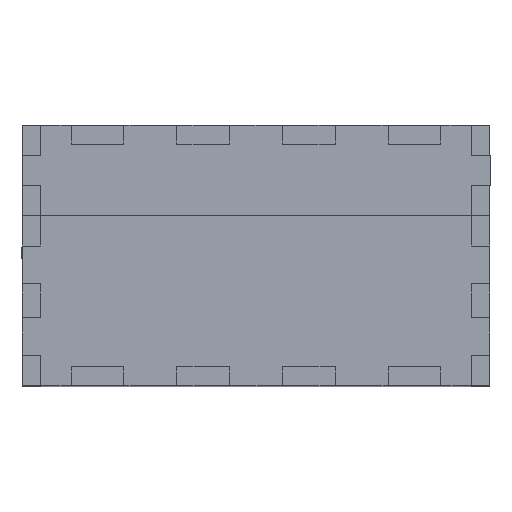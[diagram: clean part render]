
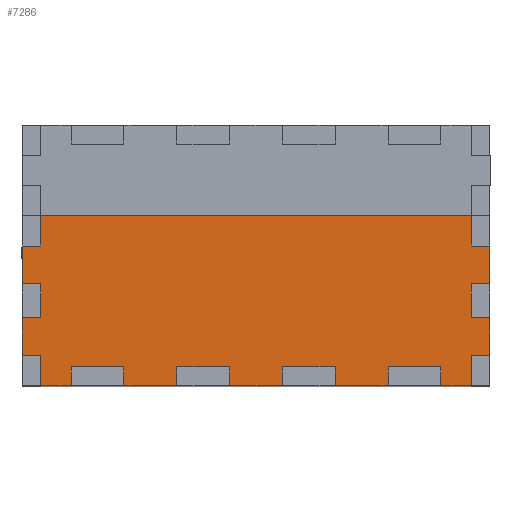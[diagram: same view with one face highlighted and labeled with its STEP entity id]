
A CAD part, top view. The second image highlights one B-rep face of the part: STEP entity #7286.
In plain terms, the highlighted planar face has unit normal (0, 0, 1).
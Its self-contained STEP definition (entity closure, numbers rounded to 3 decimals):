
#206=FACE_OUTER_BOUND('',#576,.T.);
#576=EDGE_LOOP('',(#5163,#5164,#5165,#5166,#5167,#5168,#5169,#5170,#5171,
#5172,#5173,#5174,#5175,#5176,#5177,#5178,#5179,#5180,#5181,#5182,#5183,
#5184,#5185,#5186,#5187,#5188,#5189,#5190,#5191,#5192,#5193,#5194,#5195,
#5196,#5197,#5198));
#999=LINE('',#10131,#2041);
#1002=LINE('',#10137,#2044);
#1005=LINE('',#10143,#2047);
#1008=LINE('',#10149,#2050);
#1011=LINE('',#10155,#2053);
#1014=LINE('',#10161,#2056);
#1017=LINE('',#10167,#2059);
#1020=LINE('',#10173,#2062);
#1023=LINE('',#10179,#2065);
#1026=LINE('',#10185,#2068);
#1029=LINE('',#10191,#2071);
#1032=LINE('',#10197,#2074);
#1035=LINE('',#10203,#2077);
#1038=LINE('',#10209,#2080);
#1041=LINE('',#10215,#2083);
#1044=LINE('',#10221,#2086);
#1047=LINE('',#10227,#2089);
#1050=LINE('',#10233,#2092);
#1053=LINE('',#10239,#2095);
#1056=LINE('',#10245,#2098);
#1059=LINE('',#10251,#2101);
#1062=LINE('',#10257,#2104);
#1065=LINE('',#10263,#2107);
#1068=LINE('',#10269,#2110);
#1071=LINE('',#10275,#2113);
#1074=LINE('',#10281,#2116);
#1077=LINE('',#10287,#2119);
#1080=LINE('',#10293,#2122);
#1083=LINE('',#10299,#2125);
#1086=LINE('',#10305,#2128);
#1089=LINE('',#10311,#2131);
#1092=LINE('',#10317,#2134);
#1095=LINE('',#10323,#2137);
#1098=LINE('',#10329,#2140);
#1101=LINE('',#10335,#2143);
#1104=LINE('',#10339,#2146);
#2041=VECTOR('',#8224,5.);
#2044=VECTOR('',#8229,9.);
#2047=VECTOR('',#8234,5.);
#2050=VECTOR('',#8239,10.);
#2053=VECTOR('',#8244,5.);
#2056=VECTOR('',#8249,8.);
#2059=VECTOR('',#8254,114.);
#2062=VECTOR('',#8259,8.);
#2065=VECTOR('',#8264,5.);
#2068=VECTOR('',#8269,10.);
#2071=VECTOR('',#8274,5.);
#2074=VECTOR('',#8279,9.);
#2077=VECTOR('',#8284,5.);
#2080=VECTOR('',#8289,10.);
#2083=VECTOR('',#8294,5.);
#2086=VECTOR('',#8299,8.);
#2089=VECTOR('',#8304,8.);
#2092=VECTOR('',#8309,5.);
#2095=VECTOR('',#8314,14.);
#2098=VECTOR('',#8319,5.);
#2101=VECTOR('',#8324,14.);
#2104=VECTOR('',#8329,5.);
#2107=VECTOR('',#8334,14.);
#2110=VECTOR('',#8339,5.);
#2113=VECTOR('',#8344,14.);
#2116=VECTOR('',#8349,5.);
#2119=VECTOR('',#8354,14.);
#2122=VECTOR('',#8359,5.);
#2125=VECTOR('',#8364,14.);
#2128=VECTOR('',#8369,5.);
#2131=VECTOR('',#8374,14.);
#2134=VECTOR('',#8379,5.);
#2137=VECTOR('',#8384,8.);
#2140=VECTOR('',#8389,8.);
#2143=VECTOR('',#8394,5.);
#2146=VECTOR('',#8399,10.);
#3039=VERTEX_POINT('',#10128);
#3040=VERTEX_POINT('',#10130);
#3042=VERTEX_POINT('',#10136);
#3044=VERTEX_POINT('',#10142);
#3046=VERTEX_POINT('',#10148);
#3048=VERTEX_POINT('',#10154);
#3050=VERTEX_POINT('',#10160);
#3052=VERTEX_POINT('',#10166);
#3054=VERTEX_POINT('',#10172);
#3056=VERTEX_POINT('',#10178);
#3058=VERTEX_POINT('',#10184);
#3060=VERTEX_POINT('',#10190);
#3062=VERTEX_POINT('',#10196);
#3064=VERTEX_POINT('',#10202);
#3066=VERTEX_POINT('',#10208);
#3068=VERTEX_POINT('',#10214);
#3070=VERTEX_POINT('',#10220);
#3072=VERTEX_POINT('',#10226);
#3074=VERTEX_POINT('',#10232);
#3076=VERTEX_POINT('',#10238);
#3078=VERTEX_POINT('',#10244);
#3080=VERTEX_POINT('',#10250);
#3082=VERTEX_POINT('',#10256);
#3084=VERTEX_POINT('',#10262);
#3086=VERTEX_POINT('',#10268);
#3088=VERTEX_POINT('',#10274);
#3090=VERTEX_POINT('',#10280);
#3092=VERTEX_POINT('',#10286);
#3094=VERTEX_POINT('',#10292);
#3096=VERTEX_POINT('',#10298);
#3098=VERTEX_POINT('',#10304);
#3100=VERTEX_POINT('',#10310);
#3102=VERTEX_POINT('',#10316);
#3104=VERTEX_POINT('',#10322);
#3106=VERTEX_POINT('',#10328);
#3108=VERTEX_POINT('',#10334);
#3791=EDGE_CURVE('',#3040,#3039,#999,.T.);
#3794=EDGE_CURVE('',#3042,#3040,#1002,.T.);
#3797=EDGE_CURVE('',#3044,#3042,#1005,.T.);
#3800=EDGE_CURVE('',#3046,#3044,#1008,.T.);
#3803=EDGE_CURVE('',#3048,#3046,#1011,.T.);
#3806=EDGE_CURVE('',#3050,#3048,#1014,.T.);
#3809=EDGE_CURVE('',#3052,#3050,#1017,.T.);
#3812=EDGE_CURVE('',#3054,#3052,#1020,.T.);
#3815=EDGE_CURVE('',#3056,#3054,#1023,.T.);
#3818=EDGE_CURVE('',#3058,#3056,#1026,.T.);
#3821=EDGE_CURVE('',#3060,#3058,#1029,.T.);
#3824=EDGE_CURVE('',#3062,#3060,#1032,.T.);
#3827=EDGE_CURVE('',#3064,#3062,#1035,.T.);
#3830=EDGE_CURVE('',#3066,#3064,#1038,.T.);
#3833=EDGE_CURVE('',#3068,#3066,#1041,.T.);
#3836=EDGE_CURVE('',#3070,#3068,#1044,.T.);
#3839=EDGE_CURVE('',#3072,#3070,#1047,.T.);
#3842=EDGE_CURVE('',#3074,#3072,#1050,.T.);
#3845=EDGE_CURVE('',#3076,#3074,#1053,.T.);
#3848=EDGE_CURVE('',#3078,#3076,#1056,.T.);
#3851=EDGE_CURVE('',#3080,#3078,#1059,.T.);
#3854=EDGE_CURVE('',#3082,#3080,#1062,.T.);
#3857=EDGE_CURVE('',#3084,#3082,#1065,.T.);
#3860=EDGE_CURVE('',#3086,#3084,#1068,.T.);
#3863=EDGE_CURVE('',#3088,#3086,#1071,.T.);
#3866=EDGE_CURVE('',#3090,#3088,#1074,.T.);
#3869=EDGE_CURVE('',#3092,#3090,#1077,.T.);
#3872=EDGE_CURVE('',#3094,#3092,#1080,.T.);
#3875=EDGE_CURVE('',#3096,#3094,#1083,.T.);
#3878=EDGE_CURVE('',#3098,#3096,#1086,.T.);
#3881=EDGE_CURVE('',#3100,#3098,#1089,.T.);
#3884=EDGE_CURVE('',#3102,#3100,#1092,.T.);
#3887=EDGE_CURVE('',#3104,#3102,#1095,.T.);
#3890=EDGE_CURVE('',#3106,#3104,#1098,.T.);
#3893=EDGE_CURVE('',#3108,#3106,#1101,.T.);
#3896=EDGE_CURVE('',#3039,#3108,#1104,.T.);
#5163=ORIENTED_EDGE('',*,*,#3896,.T.);
#5164=ORIENTED_EDGE('',*,*,#3893,.T.);
#5165=ORIENTED_EDGE('',*,*,#3890,.T.);
#5166=ORIENTED_EDGE('',*,*,#3887,.T.);
#5167=ORIENTED_EDGE('',*,*,#3884,.T.);
#5168=ORIENTED_EDGE('',*,*,#3881,.T.);
#5169=ORIENTED_EDGE('',*,*,#3878,.T.);
#5170=ORIENTED_EDGE('',*,*,#3875,.T.);
#5171=ORIENTED_EDGE('',*,*,#3872,.T.);
#5172=ORIENTED_EDGE('',*,*,#3869,.T.);
#5173=ORIENTED_EDGE('',*,*,#3866,.T.);
#5174=ORIENTED_EDGE('',*,*,#3863,.T.);
#5175=ORIENTED_EDGE('',*,*,#3860,.T.);
#5176=ORIENTED_EDGE('',*,*,#3857,.T.);
#5177=ORIENTED_EDGE('',*,*,#3854,.T.);
#5178=ORIENTED_EDGE('',*,*,#3851,.T.);
#5179=ORIENTED_EDGE('',*,*,#3848,.T.);
#5180=ORIENTED_EDGE('',*,*,#3845,.T.);
#5181=ORIENTED_EDGE('',*,*,#3842,.T.);
#5182=ORIENTED_EDGE('',*,*,#3839,.T.);
#5183=ORIENTED_EDGE('',*,*,#3836,.T.);
#5184=ORIENTED_EDGE('',*,*,#3833,.T.);
#5185=ORIENTED_EDGE('',*,*,#3830,.T.);
#5186=ORIENTED_EDGE('',*,*,#3827,.T.);
#5187=ORIENTED_EDGE('',*,*,#3824,.T.);
#5188=ORIENTED_EDGE('',*,*,#3821,.T.);
#5189=ORIENTED_EDGE('',*,*,#3818,.T.);
#5190=ORIENTED_EDGE('',*,*,#3815,.T.);
#5191=ORIENTED_EDGE('',*,*,#3812,.T.);
#5192=ORIENTED_EDGE('',*,*,#3809,.T.);
#5193=ORIENTED_EDGE('',*,*,#3806,.T.);
#5194=ORIENTED_EDGE('',*,*,#3803,.T.);
#5195=ORIENTED_EDGE('',*,*,#3800,.T.);
#5196=ORIENTED_EDGE('',*,*,#3797,.T.);
#5197=ORIENTED_EDGE('',*,*,#3794,.T.);
#5198=ORIENTED_EDGE('',*,*,#3791,.T.);
#6926=PLANE('',#7666);
#7286=ADVANCED_FACE('',(#206),#6926,.T.);
#7666=AXIS2_PLACEMENT_3D('',#10341,#8402,#8403);
#8224=DIRECTION('',(-1.,0.,0.));
#8229=DIRECTION('',(0.,-1.,0.));
#8234=DIRECTION('',(1.,0.,0.));
#8239=DIRECTION('',(0.,-1.,0.));
#8244=DIRECTION('',(-1.,0.,0.));
#8249=DIRECTION('',(0.,-1.,0.));
#8254=DIRECTION('',(-1.,0.,0.));
#8259=DIRECTION('',(0.,1.,0.));
#8264=DIRECTION('',(-1.,0.,0.));
#8269=DIRECTION('',(0.,1.,0.));
#8274=DIRECTION('',(1.,0.,0.));
#8279=DIRECTION('',(0.,1.,0.));
#8284=DIRECTION('',(-1.,0.,0.));
#8289=DIRECTION('',(0.,1.,0.));
#8294=DIRECTION('',(1.,0.,0.));
#8299=DIRECTION('',(0.,1.,0.));
#8304=DIRECTION('',(1.,0.,0.));
#8309=DIRECTION('',(0.,-1.,0.));
#8314=DIRECTION('',(1.,0.,0.));
#8319=DIRECTION('',(0.,1.,0.));
#8324=DIRECTION('',(1.,0.,0.));
#8329=DIRECTION('',(0.,-1.,0.));
#8334=DIRECTION('',(1.,0.,0.));
#8339=DIRECTION('',(0.,1.,0.));
#8344=DIRECTION('',(1.,0.,0.));
#8349=DIRECTION('',(0.,-1.,0.));
#8354=DIRECTION('',(1.,0.,0.));
#8359=DIRECTION('',(0.,1.,0.));
#8364=DIRECTION('',(1.,0.,0.));
#8369=DIRECTION('',(0.,-1.,0.));
#8374=DIRECTION('',(1.,0.,0.));
#8379=DIRECTION('',(0.,1.,0.));
#8384=DIRECTION('',(1.,0.,0.));
#8389=DIRECTION('',(0.,-1.,0.));
#8394=DIRECTION('',(1.,0.,0.));
#8399=DIRECTION('',(0.,-1.,0.));
#8402=DIRECTION('center_axis',(0.,0.,1.));
#8403=DIRECTION('ref_axis',(1.,0.,0.));
#10128=CARTESIAN_POINT('',(-62.,18.,5.));
#10130=CARTESIAN_POINT('',(-57.,18.,5.));
#10131=CARTESIAN_POINT('',(-62.,18.,5.));
#10136=CARTESIAN_POINT('',(-57.,27.,5.));
#10137=CARTESIAN_POINT('',(-57.,18.,5.));
#10142=CARTESIAN_POINT('',(-62.,27.,5.));
#10143=CARTESIAN_POINT('',(-57.,27.,5.));
#10148=CARTESIAN_POINT('',(-62.,37.,5.));
#10149=CARTESIAN_POINT('',(-62.,27.,5.));
#10154=CARTESIAN_POINT('',(-57.,37.,5.));
#10155=CARTESIAN_POINT('',(-62.,37.,5.));
#10160=CARTESIAN_POINT('',(-57.,45.,5.));
#10161=CARTESIAN_POINT('',(-57.,37.,5.));
#10166=CARTESIAN_POINT('',(57.,45.,5.));
#10167=CARTESIAN_POINT('',(-57.,45.,5.));
#10172=CARTESIAN_POINT('',(57.,37.,5.));
#10173=CARTESIAN_POINT('',(57.,45.,5.));
#10178=CARTESIAN_POINT('',(62.,37.,5.));
#10179=CARTESIAN_POINT('',(57.,37.,5.));
#10184=CARTESIAN_POINT('',(62.,27.,5.));
#10185=CARTESIAN_POINT('',(62.,37.,5.));
#10190=CARTESIAN_POINT('',(57.,27.,5.));
#10191=CARTESIAN_POINT('',(62.,27.,5.));
#10196=CARTESIAN_POINT('',(57.,18.,5.));
#10197=CARTESIAN_POINT('',(57.,27.,5.));
#10202=CARTESIAN_POINT('',(62.,18.,5.));
#10203=CARTESIAN_POINT('',(57.,18.,5.));
#10208=CARTESIAN_POINT('',(62.,8.,5.));
#10209=CARTESIAN_POINT('',(62.,18.,5.));
#10214=CARTESIAN_POINT('',(57.,8.,5.));
#10215=CARTESIAN_POINT('',(62.,8.,5.));
#10220=CARTESIAN_POINT('',(57.,0.,5.));
#10221=CARTESIAN_POINT('',(57.,8.,5.));
#10226=CARTESIAN_POINT('',(49.,0.,5.));
#10227=CARTESIAN_POINT('',(57.,0.,5.));
#10232=CARTESIAN_POINT('',(49.,5.,5.));
#10233=CARTESIAN_POINT('',(49.,0.,5.));
#10238=CARTESIAN_POINT('',(35.,5.,5.));
#10239=CARTESIAN_POINT('',(49.,5.,5.));
#10244=CARTESIAN_POINT('',(35.,0.,5.));
#10245=CARTESIAN_POINT('',(35.,5.,5.));
#10250=CARTESIAN_POINT('',(21.,0.,5.));
#10251=CARTESIAN_POINT('',(35.,0.,5.));
#10256=CARTESIAN_POINT('',(21.,5.,5.));
#10257=CARTESIAN_POINT('',(21.,0.,5.));
#10262=CARTESIAN_POINT('',(7.,5.,5.));
#10263=CARTESIAN_POINT('',(21.,5.,5.));
#10268=CARTESIAN_POINT('',(7.,0.,5.));
#10269=CARTESIAN_POINT('',(7.,5.,5.));
#10274=CARTESIAN_POINT('',(-7.,0.,5.));
#10275=CARTESIAN_POINT('',(7.,0.,5.));
#10280=CARTESIAN_POINT('',(-7.,5.,5.));
#10281=CARTESIAN_POINT('',(-7.,0.,5.));
#10286=CARTESIAN_POINT('',(-21.,5.,5.));
#10287=CARTESIAN_POINT('',(-7.,5.,5.));
#10292=CARTESIAN_POINT('',(-21.,0.,5.));
#10293=CARTESIAN_POINT('',(-21.,5.,5.));
#10298=CARTESIAN_POINT('',(-35.,0.,5.));
#10299=CARTESIAN_POINT('',(-21.,0.,5.));
#10304=CARTESIAN_POINT('',(-35.,5.,5.));
#10305=CARTESIAN_POINT('',(-35.,0.,5.));
#10310=CARTESIAN_POINT('',(-49.,5.,5.));
#10311=CARTESIAN_POINT('',(-35.,5.,5.));
#10316=CARTESIAN_POINT('',(-49.,0.,5.));
#10317=CARTESIAN_POINT('',(-49.,5.,5.));
#10322=CARTESIAN_POINT('',(-57.,0.,5.));
#10323=CARTESIAN_POINT('',(-49.,0.,5.));
#10328=CARTESIAN_POINT('',(-57.,8.,5.));
#10329=CARTESIAN_POINT('',(-57.,0.,5.));
#10334=CARTESIAN_POINT('',(-62.,8.,5.));
#10335=CARTESIAN_POINT('',(-57.,8.,5.));
#10339=CARTESIAN_POINT('',(-62.,8.,5.));
#10341=CARTESIAN_POINT('Origin',(0.,21.193,
5.));
